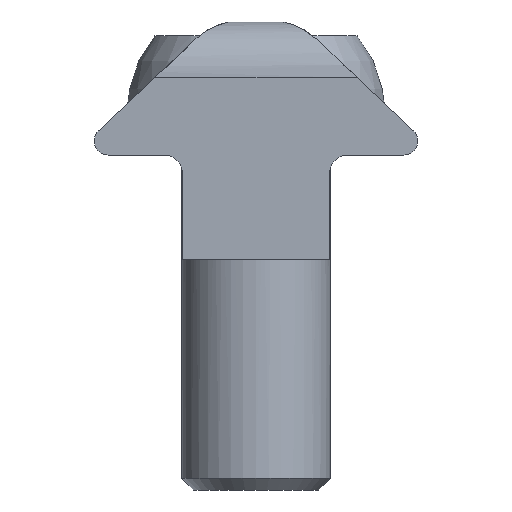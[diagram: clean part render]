
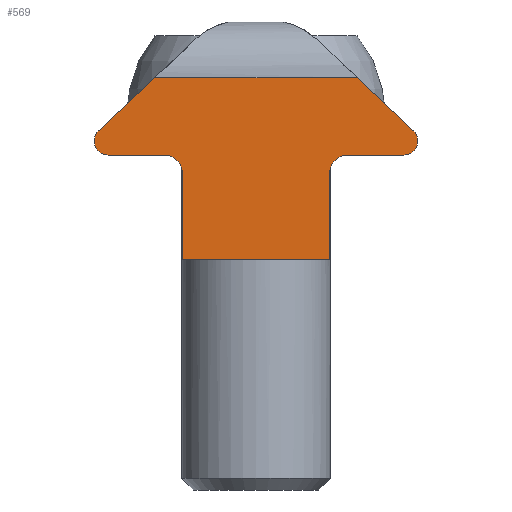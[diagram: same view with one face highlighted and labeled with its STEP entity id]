
A CAD part, left-side view. The second image highlights one B-rep face of the part: STEP entity #569.
In plain terms, the highlighted face is planar.
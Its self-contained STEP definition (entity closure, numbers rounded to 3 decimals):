
#569=ADVANCED_FACE('',(#724),#725,.T.);
#724=FACE_OUTER_BOUND('',#881,.T.);
#725=PLANE('',#882);
#881=EDGE_LOOP('',(#1440,#1441,#1442,#1443,#1444,#1445,#1446,#1447,#1448,#1449,#1450,#1451));
#882=AXIS2_PLACEMENT_3D('',#1452,#1453,#1454);
#1440=ORIENTED_EDGE('',*,*,#1647,.T.);
#1441=ORIENTED_EDGE('',*,*,#1658,.T.);
#1442=ORIENTED_EDGE('',*,*,#1558,.T.);
#1443=ORIENTED_EDGE('',*,*,#1664,.T.);
#1444=ORIENTED_EDGE('',*,*,#1635,.T.);
#1445=ORIENTED_EDGE('',*,*,#1641,.F.);
#1446=ORIENTED_EDGE('',*,*,#1662,.T.);
#1447=ORIENTED_EDGE('',*,*,#1506,.T.);
#1448=ORIENTED_EDGE('',*,*,#1551,.T.);
#1449=ORIENTED_EDGE('',*,*,#1660,.T.);
#1450=ORIENTED_EDGE('',*,*,#1554,.T.);
#1451=ORIENTED_EDGE('',*,*,#1645,.T.);
#1452=CARTESIAN_POINT('',(8.698,-1.,-15.0));
#1453=DIRECTION('',(0.0,0.0,-1.0));
#1454=DIRECTION('',(-1.0,0.0,0.0));
#1506=EDGE_CURVE('',#1712,#1713,#1714,.T.);
#1551=EDGE_CURVE('',#1713,#1797,#1798,.T.);
#1554=EDGE_CURVE('',#1802,#1803,#1804,.F.);
#1558=EDGE_CURVE('',#1810,#1811,#1812,.T.);
#1635=EDGE_CURVE('',#1938,#1936,#1939,.T.);
#1641=EDGE_CURVE('',#1946,#1936,#1947,.T.);
#1645=EDGE_CURVE('',#1803,#1951,#1953,.T.);
#1647=EDGE_CURVE('',#1951,#1955,#1956,.T.);
#1658=EDGE_CURVE('',#1955,#1810,#1968,.F.);
#1660=EDGE_CURVE('',#1797,#1802,#1970,.F.);
#1662=EDGE_CURVE('',#1946,#1712,#1972,.T.);
#1664=EDGE_CURVE('',#1811,#1938,#1974,.T.);
#1712=VERTEX_POINT('',#2131);
#1713=VERTEX_POINT('',#2132);
#1714=CIRCLE('',#2133,0.75);
#1797=VERTEX_POINT('',#2293);
#1798=LINE('',#2294,#2295);
#1802=VERTEX_POINT('',#2301);
#1803=VERTEX_POINT('',#2302);
#1804=LINE('',#2303,#2304);
#1810=VERTEX_POINT('',#2313);
#1811=VERTEX_POINT('',#2314);
#1812=LINE('',#2315,#2316);
#1936=VERTEX_POINT('',#2491);
#1938=VERTEX_POINT('',#2493);
#1939=LINE('',#2494,#2495);
#1946=VERTEX_POINT('',#2506);
#1947=LINE('',#2507,#2508);
#1951=VERTEX_POINT('',#2512);
#1953=LINE('',#2515,#2516);
#1955=VERTEX_POINT('',#2519);
#1956=LINE('',#2520,#2521);
#1968=CIRCLE('',#2543,1.0);
#1970=CIRCLE('',#2545,1.0);
#1972=LINE('',#2547,#2548);
#1974=CIRCLE('',#2551,0.75);
#2131=CARTESIAN_POINT('',(8.463,-0.705,-15.0));
#2132=CARTESIAN_POINT('',(7.948,-2.,-15.0));
#2133=AXIS2_PLACEMENT_3D('',#2581,#2582,#2583);
#2293=CARTESIAN_POINT('',(4.95,-2.,-15.0));
#2294=CARTESIAN_POINT('',(8.698,-2.,-15.0));
#2295=VECTOR('',#2655,1.0);
#2301=CARTESIAN_POINT('',(3.95,-3.,-15.0));
#2302=CARTESIAN_POINT('',(3.95,-7.63,-15.0));
#2303=CARTESIAN_POINT('',(3.95,-1.,-15.0));
#2304=VECTOR('',#2658,1.0);
#2313=CARTESIAN_POINT('',(-4.95,-2.,-15.0));
#2314=CARTESIAN_POINT('',(-7.948,-2.,-15.0));
#2315=CARTESIAN_POINT('',(8.698,-2.,-15.0));
#2316=VECTOR('',#2662,1.0);
#2491=CARTESIAN_POINT('',(-5.442,2.15,-15.0));
#2493=CARTESIAN_POINT('',(-8.463,-0.705,-15.0));
#2494=CARTESIAN_POINT('',(-8.463,-0.705,-15.0));
#2495=VECTOR('',#2789,1.0);
#2506=CARTESIAN_POINT('',(5.442,2.15,-15.0));
#2507=CARTESIAN_POINT('',(8.698,2.15,-15.0));
#2508=VECTOR('',#2797,1.0);
#2512=CARTESIAN_POINT('',(-3.95,-7.63,-15.0));
#2515=CARTESIAN_POINT('',(8.698,-7.63,-15.0));
#2516=VECTOR('',#2805,1.0);
#2519=CARTESIAN_POINT('',(-3.95,-3.,-15.0));
#2520=CARTESIAN_POINT('',(-3.95,-1.,-15.0));
#2521=VECTOR('',#2807,1.0);
#2543=AXIS2_PLACEMENT_3D('',#2818,#2819,#2820);
#2545=AXIS2_PLACEMENT_3D('',#2824,#2825,#2826);
#2547=CARTESIAN_POINT('',(3.226,4.244,-15.0));
#2548=VECTOR('',#2830,1.0);
#2551=AXIS2_PLACEMENT_3D('',#2832,#2833,#2834);
#2581=CARTESIAN_POINT('',(7.948,-1.25,-15.0));
#2582=DIRECTION('',(0.0,0.0,-1.0));
#2583=DIRECTION('',(-1.0,0.0,0.0));
#2655=DIRECTION('',(-1.0,0.0,0.0));
#2658=DIRECTION('',(0.0,1.0,0.0));
#2662=DIRECTION('',(-1.0,0.0,0.0));
#2789=DIRECTION('',(0.727,0.687,0.0));
#2797=DIRECTION('',(-1.0,0.,0.0));
#2805=DIRECTION('',(-1.0,0.0,0.0));
#2807=DIRECTION('',(0.0,1.0,0.0));
#2818=CARTESIAN_POINT('',(-4.95,-3.,-15.0));
#2819=DIRECTION('',(0.0,0.0,-1.0));
#2820=DIRECTION('',(-1.0,0.0,0.0));
#2824=CARTESIAN_POINT('',(4.95,-3.,-15.0));
#2825=DIRECTION('',(0.0,0.0,-1.0));
#2826=DIRECTION('',(-1.0,0.0,0.0));
#2830=DIRECTION('',(0.727,-0.687,0.0));
#2832=CARTESIAN_POINT('',(-7.948,-1.25,-15.0));
#2833=DIRECTION('',(0.0,0.0,-1.0));
#2834=DIRECTION('',(-1.0,0.0,0.0));
